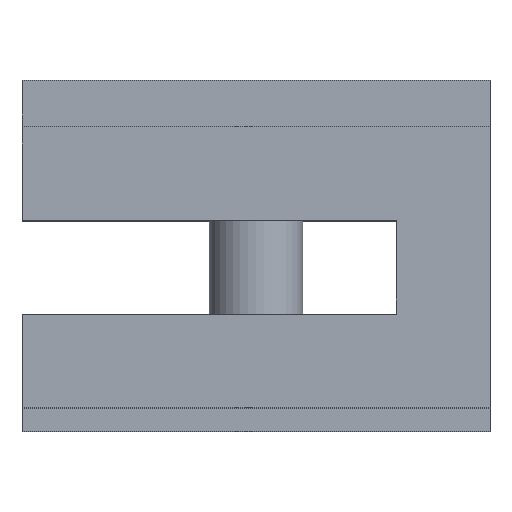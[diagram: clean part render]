
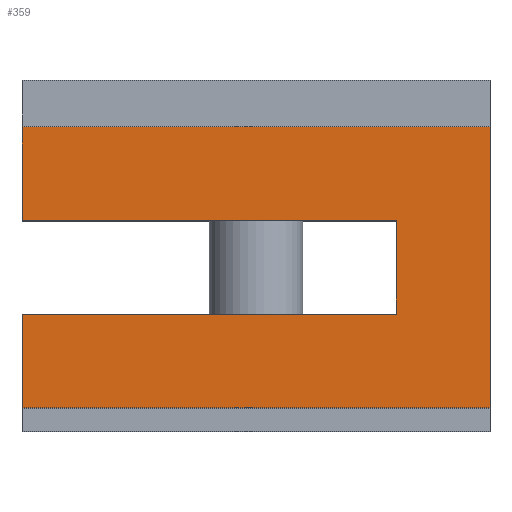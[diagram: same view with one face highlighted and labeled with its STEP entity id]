
A CAD part, top view. The second image highlights one B-rep face of the part: STEP entity #359.
In plain terms, the highlighted planar face has unit normal (0, 0, 1).
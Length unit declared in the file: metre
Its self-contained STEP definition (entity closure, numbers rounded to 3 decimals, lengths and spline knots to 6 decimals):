
#23=ORIENTED_EDGE('',*,*,#123,.T.);
#24=ORIENTED_EDGE('',*,*,#124,.T.);
#25=ORIENTED_EDGE('',*,*,#125,.F.);
#26=ORIENTED_EDGE('',*,*,#126,.T.);
#27=ORIENTED_EDGE('',*,*,#127,.T.);
#28=ORIENTED_EDGE('',*,*,#117,.F.);
#29=ORIENTED_EDGE('',*,*,#128,.F.);
#30=ORIENTED_EDGE('',*,*,#129,.T.);
#117=EDGE_CURVE('',#167,#168,#201,.T.);
#123=EDGE_CURVE('',#173,#174,#207,.F.);
#124=EDGE_CURVE('',#174,#175,#208,.T.);
#125=EDGE_CURVE('',#176,#175,#209,.T.);
#126=EDGE_CURVE('',#176,#177,#210,.T.);
#127=EDGE_CURVE('',#177,#168,#211,.T.);
#128=EDGE_CURVE('',#178,#167,#212,.T.);
#129=EDGE_CURVE('',#178,#173,#213,.T.);
#167=VERTEX_POINT('',#508);
#168=VERTEX_POINT('',#510);
#173=VERTEX_POINT('',#523);
#174=VERTEX_POINT('',#524);
#175=VERTEX_POINT('',#526);
#176=VERTEX_POINT('',#528);
#177=VERTEX_POINT('',#530);
#178=VERTEX_POINT('',#533);
#201=LINE('',#509,#249);
#207=LINE('',#522,#255);
#208=LINE('',#525,#256);
#209=LINE('',#527,#257);
#210=LINE('',#529,#258);
#211=LINE('',#531,#259);
#212=LINE('',#532,#260);
#213=LINE('',#534,#261);
#249=VECTOR('',#416,1.);
#255=VECTOR('',#426,1.);
#256=VECTOR('',#427,1.);
#257=VECTOR('',#428,1.);
#258=VECTOR('',#429,1.);
#259=VECTOR('',#430,1.);
#260=VECTOR('',#431,1.);
#261=VECTOR('',#432,1.);
#297=EDGE_LOOP('',(#23,#24,#25,#26,#27,#28,#29,#30));
#319=FACE_BOUND('',#297,.T.);
#341=PLANE('',#391);
#359=ADVANCED_FACE('',(#319),#341,.T.);
#391=AXIS2_PLACEMENT_3D('',#521,#424,#425);
#416=DIRECTION('',(1.,0.,0.));
#424=DIRECTION('',(0.,0.,1.));
#425=DIRECTION('',(1.,0.,0.));
#426=DIRECTION('',(0.,1.,0.));
#427=DIRECTION('',(-1.,0.,0.));
#428=DIRECTION('',(0.,1.,0.));
#429=DIRECTION('',(1.,0.,0.));
#430=DIRECTION('',(0.,1.,0.));
#431=DIRECTION('',(0.,1.,0.));
#432=DIRECTION('',(1.,0.,0.));
#508=CARTESIAN_POINT('',(0.,0.,0.));
#509=CARTESIAN_POINT('',(0.025,0.,0.));
#510=CARTESIAN_POINT('',(0.05,0.,0.));
#521=CARTESIAN_POINT('',(0.025,-0.03,0.));
#522=CARTESIAN_POINT('',(0.04,-0.0175,0.));
#523=CARTESIAN_POINT('',(0.04,-0.01,0.));
#524=CARTESIAN_POINT('',(0.04,-0.02,0.));
#525=CARTESIAN_POINT('',(0.0175,-0.02,0.));
#526=CARTESIAN_POINT('',(0.,-0.02,0.));
#527=CARTESIAN_POINT('',(0.,-0.03,0.));
#528=CARTESIAN_POINT('',(0.,-0.03,0.));
#529=CARTESIAN_POINT('',(0.025,-0.03,0.));
#530=CARTESIAN_POINT('',(0.05,-0.03,0.));
#531=CARTESIAN_POINT('',(0.05,-0.03,0.));
#532=CARTESIAN_POINT('',(0.,-0.03,0.));
#533=CARTESIAN_POINT('',(0.,-0.01,0.));
#534=CARTESIAN_POINT('',(0.0175,-0.01,0.));
